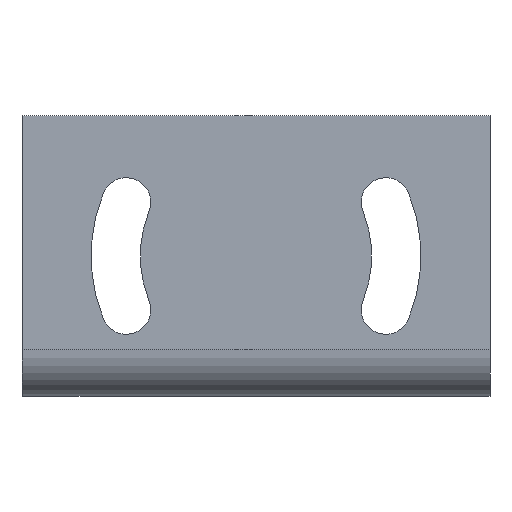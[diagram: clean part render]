
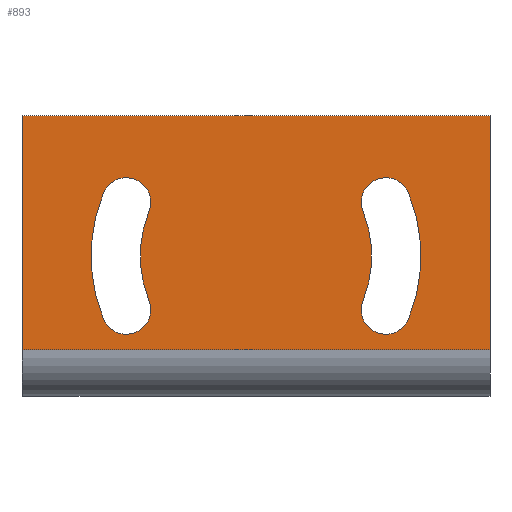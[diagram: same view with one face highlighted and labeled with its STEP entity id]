
A CAD part, front view. The second image highlights one B-rep face of the part: STEP entity #893.
In plain terms, the highlighted planar face has unit normal (0, -1, 0).
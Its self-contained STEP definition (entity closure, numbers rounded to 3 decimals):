
#17=FACE_BOUND('',#132,.T.);
#18=FACE_BOUND('',#133,.T.);
#19=FACE_BOUND('',#134,.T.);
#40=PLANE('',#1012);
#132=EDGE_LOOP('',(#723,#724,#725,#726));
#133=EDGE_LOOP('',(#727,#728,#729,#730));
#134=EDGE_LOOP('',(#731,#732,#733,#734));
#187=LINE('',#1517,#247);
#192=LINE('',#1530,#252);
#199=LINE('',#1548,#259);
#201=LINE('',#1551,#261);
#247=VECTOR('',#1251,40.);
#252=VECTOR('',#1262,20.);
#259=VECTOR('',#1281,20.);
#261=VECTOR('',#1285,40.);
#324=CIRCLE('',#979,2.1);
#326=CIRCLE('',#982,9.9);
#328=CIRCLE('',#985,2.1);
#330=CIRCLE('',#988,14.1);
#332=CIRCLE('',#991,2.1);
#334=CIRCLE('',#994,9.9);
#336=CIRCLE('',#997,2.1);
#338=CIRCLE('',#1000,14.1);
#395=VERTEX_POINT('',#1470);
#396=VERTEX_POINT('',#1472);
#398=VERTEX_POINT('',#1478);
#400=VERTEX_POINT('',#1484);
#403=VERTEX_POINT('',#1494);
#404=VERTEX_POINT('',#1496);
#406=VERTEX_POINT('',#1502);
#408=VERTEX_POINT('',#1508);
#409=VERTEX_POINT('',#1515);
#410=VERTEX_POINT('',#1516);
#415=VERTEX_POINT('',#1528);
#420=VERTEX_POINT('',#1547);
#503=EDGE_CURVE('',#396,#395,#324,.T.);
#507=EDGE_CURVE('',#395,#398,#326,.T.);
#510=EDGE_CURVE('',#398,#400,#328,.T.);
#512=EDGE_CURVE('',#400,#396,#330,.T.);
#515=EDGE_CURVE('',#404,#403,#332,.T.);
#519=EDGE_CURVE('',#403,#406,#334,.T.);
#522=EDGE_CURVE('',#406,#408,#336,.T.);
#524=EDGE_CURVE('',#408,#404,#338,.T.);
#525=EDGE_CURVE('',#409,#410,#187,.T.);
#532=EDGE_CURVE('',#415,#410,#192,.T.);
#541=EDGE_CURVE('',#409,#420,#199,.T.);
#543=EDGE_CURVE('',#420,#415,#201,.T.);
#723=ORIENTED_EDGE('',*,*,#503,.T.);
#724=ORIENTED_EDGE('',*,*,#507,.T.);
#725=ORIENTED_EDGE('',*,*,#510,.T.);
#726=ORIENTED_EDGE('',*,*,#512,.T.);
#727=ORIENTED_EDGE('',*,*,#515,.T.);
#728=ORIENTED_EDGE('',*,*,#519,.T.);
#729=ORIENTED_EDGE('',*,*,#522,.T.);
#730=ORIENTED_EDGE('',*,*,#524,.T.);
#731=ORIENTED_EDGE('',*,*,#525,.T.);
#732=ORIENTED_EDGE('',*,*,#532,.F.);
#733=ORIENTED_EDGE('',*,*,#543,.F.);
#734=ORIENTED_EDGE('',*,*,#541,.F.);
#893=ADVANCED_FACE('',(#17,#18,#19),#40,.F.);
#979=AXIS2_PLACEMENT_3D('',#1473,#1198,#1199);
#982=AXIS2_PLACEMENT_3D('',#1480,#1206,#1207);
#985=AXIS2_PLACEMENT_3D('',#1486,#1213,#1214);
#988=AXIS2_PLACEMENT_3D('',#1489,#1219,#1220);
#991=AXIS2_PLACEMENT_3D('',#1497,#1226,#1227);
#994=AXIS2_PLACEMENT_3D('',#1504,#1234,#1235);
#997=AXIS2_PLACEMENT_3D('',#1510,#1241,#1242);
#1000=AXIS2_PLACEMENT_3D('',#1513,#1247,#1248);
#1012=AXIS2_PLACEMENT_3D('',#1552,#1286,#1287);
#1198=DIRECTION('center_axis',(0.,1.,0.));
#1199=DIRECTION('ref_axis',(-0.924,0.,0.383));
#1206=DIRECTION('center_axis',(0.,-1.,0.));
#1207=DIRECTION('ref_axis',(0.924,0.,0.383));
#1213=DIRECTION('center_axis',(0.,1.,0.));
#1214=DIRECTION('ref_axis',(0.924,0.,0.383));
#1219=DIRECTION('center_axis',(0.,1.,0.));
#1220=DIRECTION('ref_axis',(-0.924,0.,-0.383));
#1226=DIRECTION('center_axis',(0.,1.,0.));
#1227=DIRECTION('ref_axis',(0.924,0.,-0.383));
#1234=DIRECTION('center_axis',(0.,-1.,0.));
#1235=DIRECTION('ref_axis',(-0.924,0.,-0.383));
#1241=DIRECTION('center_axis',(0.,1.,0.));
#1242=DIRECTION('ref_axis',(-0.924,0.,-0.383));
#1247=DIRECTION('center_axis',(0.,1.,0.));
#1248=DIRECTION('ref_axis',(0.924,0.,0.383));
#1251=DIRECTION('',(1.,0.,0.));
#1262=DIRECTION('',(0.,0.,-1.));
#1281=DIRECTION('',(0.,0.,1.));
#1285=DIRECTION('',(1.,0.,0.));
#1286=DIRECTION('center_axis',(0.,1.,0.));
#1287=DIRECTION('ref_axis',(1.,0.,0.));
#1470=CARTESIAN_POINT('',(-9.146,0.,15.789));
#1472=CARTESIAN_POINT('',(-13.027,0.,17.396));
#1473=CARTESIAN_POINT('Origin',(-11.087,0.,16.592));
#1478=CARTESIAN_POINT('',(-9.146,0.,8.211));
#1480=CARTESIAN_POINT('Origin',(0.,0.,12.));
#1484=CARTESIAN_POINT('',(-13.027,0.,6.604));
#1486=CARTESIAN_POINT('Origin',(-11.087,0.,7.408));
#1489=CARTESIAN_POINT('Origin',(0.,0.,12.));
#1494=CARTESIAN_POINT('',(9.146,0.,8.211));
#1496=CARTESIAN_POINT('',(13.027,0.,6.604));
#1497=CARTESIAN_POINT('Origin',(11.087,0.,7.408));
#1502=CARTESIAN_POINT('',(9.146,0.,15.789));
#1504=CARTESIAN_POINT('Origin',(0.,0.,12.));
#1508=CARTESIAN_POINT('',(13.027,0.,17.396));
#1510=CARTESIAN_POINT('Origin',(11.087,0.,16.592));
#1513=CARTESIAN_POINT('Origin',(0.,0.,12.));
#1515=CARTESIAN_POINT('',(-20.,0.,4.));
#1516=CARTESIAN_POINT('',(20.,0.,4.));
#1517=CARTESIAN_POINT('',(0.,0.,4.));
#1528=CARTESIAN_POINT('',(20.,0.,24.));
#1530=CARTESIAN_POINT('',(20.,0.,-5.048));
#1547=CARTESIAN_POINT('',(-20.,0.,24.));
#1548=CARTESIAN_POINT('',(-20.,0.,4.));
#1551=CARTESIAN_POINT('',(-20.,0.,24.));
#1552=CARTESIAN_POINT('Origin',(0.,0.,
11.738));
